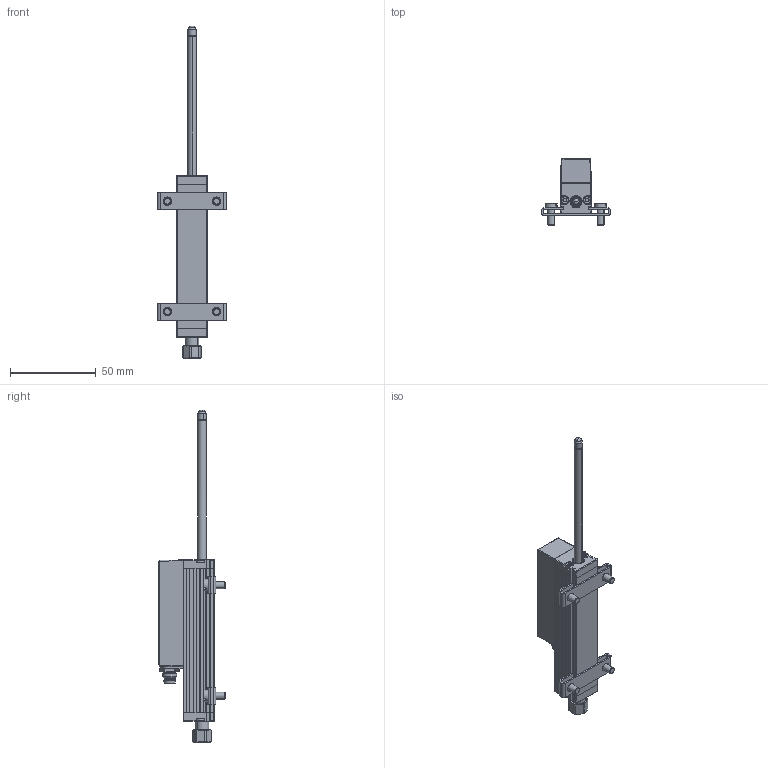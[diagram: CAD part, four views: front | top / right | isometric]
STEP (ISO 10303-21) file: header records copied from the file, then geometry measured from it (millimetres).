
FILE_DESCRIPTION (( 'STEP AP214' ), '1' );
FILE_NAME ('LS1-0050-002-plug-extend.STEP', '2012-06-15T11:39:05', ( 'dummy' ), ( '' ), 'SwSTEP 2.0', 'SolidWorks 2011', '' );
FILE_SCHEMA (( 'AUTOMOTIVE_DESIGN' ));
Length unit declared in the file: millimetre
Products named in the file (1): LS1-0050-002-plug-extend
Bounding box: 40.19 x 38.78 x 193.6 mm (x, y, z)
Surface area: 19856.4 mm2 (no closed solid volume)
Topology: 0 solids, 59 shells, 574 faces, 2460 edges, 1896 vertices
Faces by surface type: plane 280, cylinder 198, cone 51, torus 24, sphere 14, bspline 7
Entity records: 34970 total; most frequent: CARTESIAN_POINT 9636, DIRECTION 3772, ORIENTED_EDGE 3392, EDGE_CURVE 2452, VERTEX_POINT 1896, LINE 1314, VECTOR 1314, AXIS2_PLACEMENT_3D 1229
